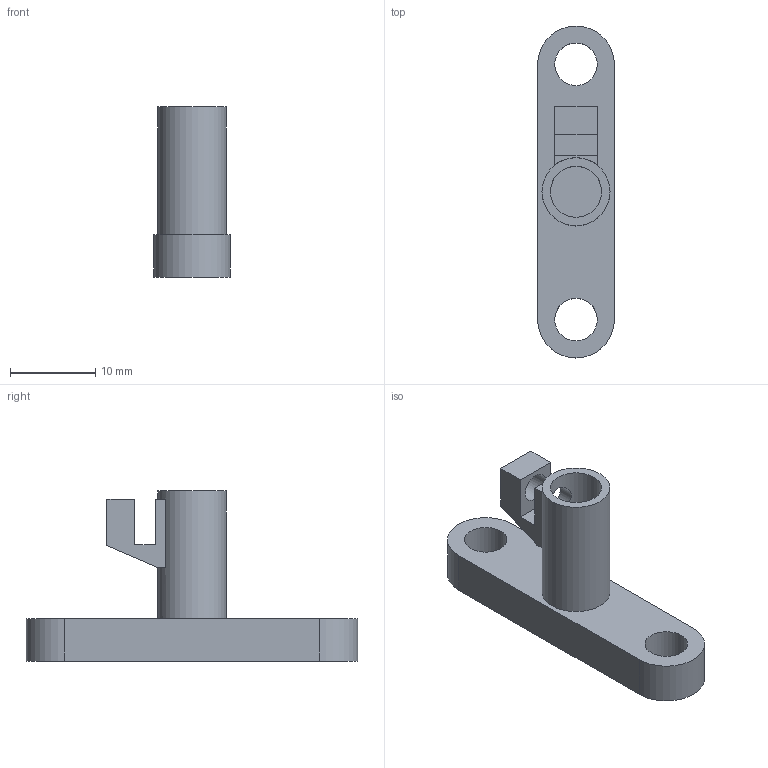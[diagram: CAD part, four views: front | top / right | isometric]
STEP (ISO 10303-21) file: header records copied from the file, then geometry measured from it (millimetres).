
FILE_DESCRIPTION(('FreeCAD Model'),'2;1');
FILE_NAME('Open CASCADE Shape Model','2024-07-02T09:42:50',(''),(''), 'Open CASCADE STEP processor 7.6','FreeCAD','Unknown');
FILE_SCHEMA(('AUTOMOTIVE_DESIGN { 1 0 10303 214 1 1 1 1 }'));
Length unit declared in the file: millimetre
Products named in the file (1): Body
Bounding box: 9 x 39 x 20 mm (x, y, z)
Volume: 1878.7 mm3; surface area: 2052.3 mm2
Topology: 1 solids, 1 shells, 25 faces, 61 edges, 41 vertices
Faces by surface type: plane 17, cylinder 8
Full cylindrical faces by diameter (mm): 3.4 x2, 5 x2, 6 x1, 8 x1
Entity records: 1078 total; most frequent: CARTESIAN_POINT 431, DIRECTION 128, ORIENTED_EDGE 122, EDGE_CURVE 61, AXIS2_PLACEMENT_3D 44, VERTEX_POINT 41, LINE 40, VECTOR 40
